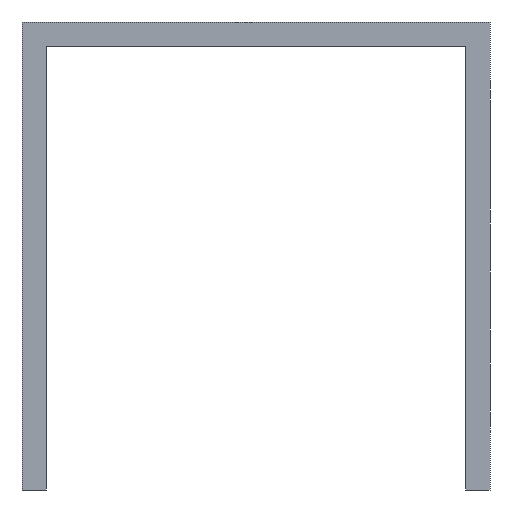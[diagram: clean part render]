
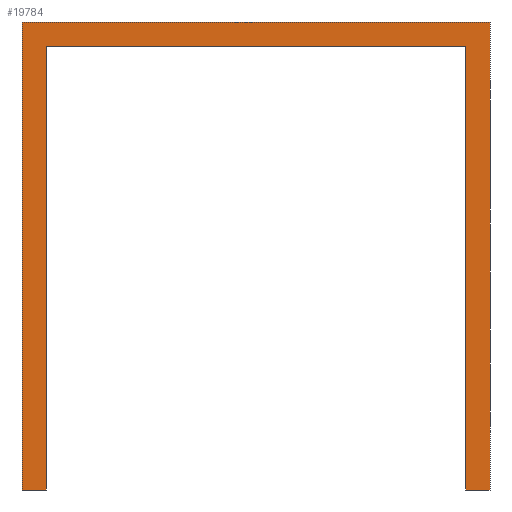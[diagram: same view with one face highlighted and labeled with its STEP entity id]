
A CAD part, front view. The second image highlights one B-rep face of the part: STEP entity #19784.
In plain terms, the highlighted planar face has unit normal (0, -1, 0).
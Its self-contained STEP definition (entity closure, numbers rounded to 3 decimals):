
#7929 = EDGE_CURVE('',#7930,#7932,#7934,.T.);
#7930 = VERTEX_POINT('',#7931);
#7931 = CARTESIAN_POINT('',(21.5,0.,0.));
#7932 = VERTEX_POINT('',#7933);
#7933 = CARTESIAN_POINT('',(-21.5,0.,0.));
#7934 = LINE('',#7935,#7936);
#7935 = CARTESIAN_POINT('',(-21.5,0.,0.));
#7936 = VECTOR('',#7937,1.);
#7937 = DIRECTION('',(-1.,-0.,0.));
#9670 = EDGE_CURVE('',#9671,#9673,#9675,.T.);
#9671 = VERTEX_POINT('',#9672);
#9672 = CARTESIAN_POINT('',(-24.,0.,2.5));
#9673 = VERTEX_POINT('',#9674);
#9674 = CARTESIAN_POINT('',(24.,0.,2.5));
#9675 = LINE('',#9676,#9677);
#9676 = CARTESIAN_POINT('',(24.,0.,2.5));
#9677 = VECTOR('',#9678,1.);
#9678 = DIRECTION('',(1.,-0.,0.));
#11796 = EDGE_CURVE('',#7932,#11797,#11799,.T.);
#11797 = VERTEX_POINT('',#11798);
#11798 = CARTESIAN_POINT('',(-21.5,0.,-45.5));
#11799 = LINE('',#11800,#11801);
#11800 = CARTESIAN_POINT('',(-21.5,0.,0.));
#11801 = VECTOR('',#11802,1.);
#11802 = DIRECTION('',(0.,0.,-1.));
#13528 = EDGE_CURVE('',#13529,#9671,#13531,.T.);
#13529 = VERTEX_POINT('',#13530);
#13530 = CARTESIAN_POINT('',(-24.,0.,-45.5));
#13531 = LINE('',#13532,#13533);
#13532 = CARTESIAN_POINT('',(-24.,0.,-45.5));
#13533 = VECTOR('',#13534,1.);
#13534 = DIRECTION('',(0.,0.,1.));
#15796 = EDGE_CURVE('',#15797,#7930,#15799,.T.);
#15797 = VERTEX_POINT('',#15798);
#15798 = CARTESIAN_POINT('',(21.5,0.,-45.5));
#15799 = LINE('',#15800,#15801);
#15800 = CARTESIAN_POINT('',(21.5,0.,0.));
#15801 = VECTOR('',#15802,1.);
#15802 = DIRECTION('',(0.,-0.,1.));
#17528 = EDGE_CURVE('',#9673,#17529,#17531,.T.);
#17529 = VERTEX_POINT('',#17530);
#17530 = CARTESIAN_POINT('',(24.,0.,-45.5));
#17531 = LINE('',#17532,#17533);
#17532 = CARTESIAN_POINT('',(24.,0.,-45.5));
#17533 = VECTOR('',#17534,1.);
#17534 = DIRECTION('',(0.,-0.,-1.));
#19728 = EDGE_CURVE('',#11797,#13529,#19729,.T.);
#19729 = LINE('',#19730,#19731);
#19730 = CARTESIAN_POINT('',(-21.5,0.,-45.5));
#19731 = VECTOR('',#19732,1.);
#19732 = DIRECTION('',(-1.,0.,0.));
#19750 = EDGE_CURVE('',#17529,#15797,#19751,.T.);
#19751 = LINE('',#19752,#19753);
#19752 = CARTESIAN_POINT('',(21.5,0.,-45.5));
#19753 = VECTOR('',#19754,1.);
#19754 = DIRECTION('',(-1.,-0.,-0.));
#19784 = ADVANCED_FACE('',(#19785),#19795,.T.);
#19785 = FACE_BOUND('',#19786,.T.);
#19786 = EDGE_LOOP('',(#19787,#19788,#19789,#19790,#19791,#19792,#19793,
    #19794));
#19787 = ORIENTED_EDGE('',*,*,#15796,.F.);
#19788 = ORIENTED_EDGE('',*,*,#19750,.F.);
#19789 = ORIENTED_EDGE('',*,*,#17528,.F.);
#19790 = ORIENTED_EDGE('',*,*,#9670,.F.);
#19791 = ORIENTED_EDGE('',*,*,#13528,.F.);
#19792 = ORIENTED_EDGE('',*,*,#19728,.F.);
#19793 = ORIENTED_EDGE('',*,*,#11796,.F.);
#19794 = ORIENTED_EDGE('',*,*,#7929,.F.);
#19795 = PLANE('',#19796);
#19796 = AXIS2_PLACEMENT_3D('',#19797,#19798,#19799);
#19797 = CARTESIAN_POINT('',(0.,0.,0.));
#19798 = DIRECTION('',(0.,-1.,0.));
#19799 = DIRECTION('',(0.,0.,-1.));
